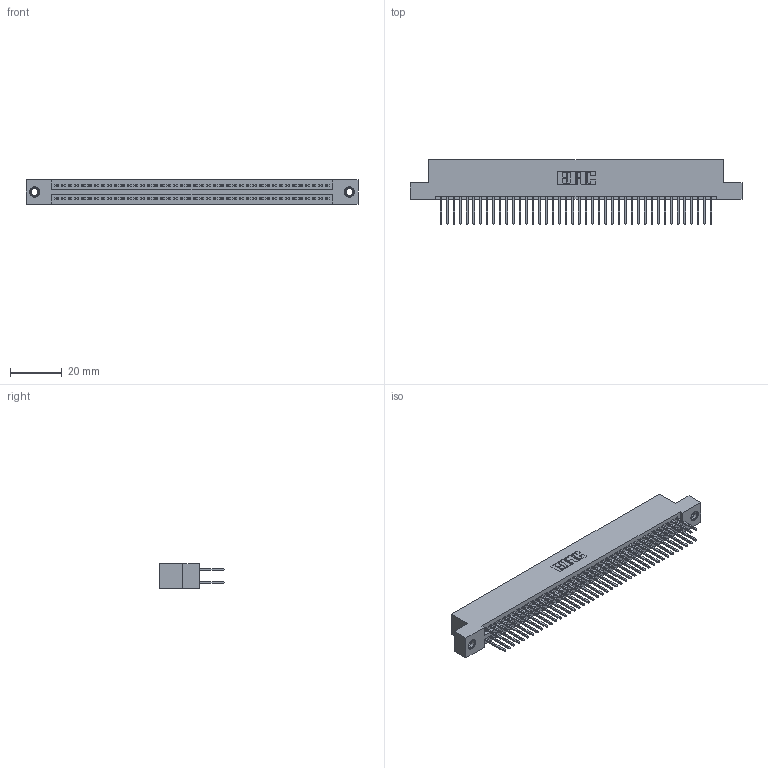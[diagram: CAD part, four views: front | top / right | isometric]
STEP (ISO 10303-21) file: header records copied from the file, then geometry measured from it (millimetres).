
FILE_DESCRIPTION (( 'STEP AP203' ), '1' );
FILE_NAME ('395-084-523-207.STEP', '2018-11-28T11:26:47', ( '' ), ( '' ), 'SwSTEP 2.0', 'SolidWorks 2016', '' );
FILE_SCHEMA (( 'CONFIG_CONTROL_DESIGN' ));
Length unit declared in the file: inch
Products named in the file (4): 345-292-001_345-293-123; 345-250-001_345-250-005-103; 395-084-523-207; 345 Part_Flush Mounting Lugs - 0.156 Dia-TI
Assembly tree (87 placements, depth 2):
  395-084-523-207
    345 Part_Flush Mounting Lugs - 0.156 Dia-TI
    345-292-001_345-293-123  x84
    345-250-001_345-250-005-103  x2
Bounding box: 127.89 x 24.82 x 9.4 mm (x, y, z)
Volume: 12581.9 mm3; surface area: 19398.4 mm2
Topology: 87 solids, 87 shells, 4386 faces, 12993 edges, 8542 vertices
Faces by surface type: plane 2884, cylinder 1486, cone 12, torus 4
Entity records: 34158 total; most frequent: CARTESIAN_POINT 5707, ORIENTED_EDGE 5634, DIRECTION 5059, EDGE_CURVE 2817, VECTOR 2497, LINE 2497, VERTEX_POINT 1872, AXIS2_PLACEMENT_3D 1281
